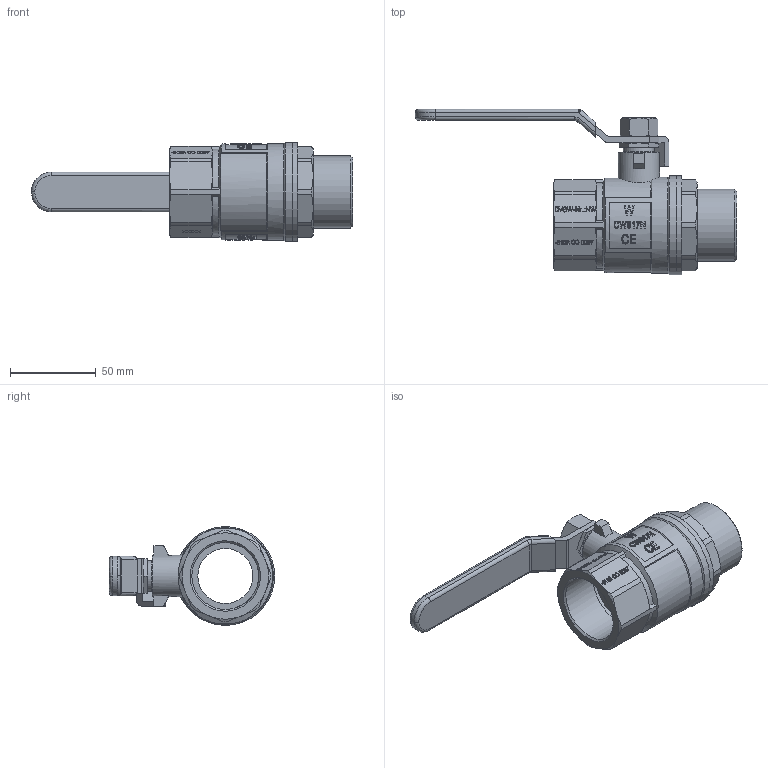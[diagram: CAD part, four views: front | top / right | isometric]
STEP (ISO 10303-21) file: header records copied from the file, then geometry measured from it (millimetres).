
FILE_DESCRIPTION(/* description */ ('Unknown'),/* implementation_level */ '2;1');
FILE_NAME(/* name */ '7501-07',/* time_stamp */ '2023-06-12T13:44:15+02:00',/* author */ ('Unknown'),/* organization */ ('Unknown'),/* preprocessor_version */ 'ST-DEVELOPER v18.102',/* originating_system */ 'Solid Edge',/* authorisation */ 'Unknown');
FILE_SCHEMA (('AUTOMOTIVE_DESIGN {1 0 10303 214 3 1 1}'));
Products named in the file (14): 7501-07-NEU-VOLL-STEP; Stahlgriff; Stahl-Griff-u; Stahl-Griff; Kvrper; Kugeldichtung.1; Kugel; 600-1_1_4-Mutter-st.g.; Einschraubteil; Spindel-co; 600-1_1_4-Spindeldichtung; 600-1_1_4-Spindel; 600-1_1_4-Stopfbuchse; O-Ring
Assembly tree (14 placements, depth 3):
  7501-07-NEU-VOLL-STEP
    Stahlgriff
      Stahl-Griff-u
      Stahl-Griff
    Kvrper
    Kugeldichtung.1  x2
    Kugel
    600-1_1_4-Mutter-st.g.
    Einschraubteil
    Spindel-co
      600-1_1_4-Spindeldichtung
      600-1_1_4-Spindel
      600-1_1_4-Stopfbuchse
      O-Ring
Bounding box: 186.85 x 96.25 x 57.5 mm (x, y, z)
Volume: 136635.8 mm3; surface area: 86627.1 mm2
Topology: 12 solids, 12 shells, 1851 faces, 5169 edges, 3433 vertices
Faces by surface type: plane 1651, cylinder 113, cone 66, bspline 10, torus 7, sphere 4
Full cylindrical faces by diameter (mm): 7 x1, 10.2 x1, 10.8 x1, 14 x2, 14.1 x2, 14.5 x1, 15 x1, 16 x1, 18 x1, 18.3 x1, 18.38 x1, 20 x2, 24 x1, 32 x5, 33 x1, 36 x1, 38.952 x2, 41.91 x1, 42 x4, 49.5 x1, 51 x1, 51.5 x1, 56 x1, 57.5 x2
Entity records: 76031 total; most frequent: CARTESIAN_POINT 15671, ORIENTED_EDGE 10148, DIRECTION 9920, EDGE_CURVE 5074, LINE 3636, VECTOR 3636, VERTEX_POINT 3412, AXIS2_PLACEMENT_3D 3142
